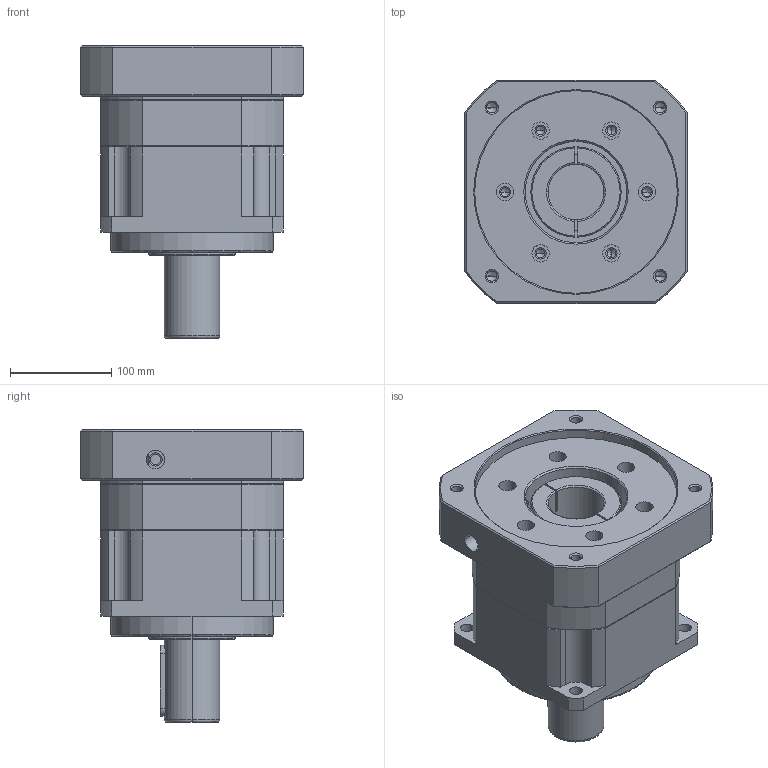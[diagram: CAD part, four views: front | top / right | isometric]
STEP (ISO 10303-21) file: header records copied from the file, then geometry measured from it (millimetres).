
FILE_DESCRIPTION (( 'STEP AP214' ), '1' );
FILE_NAME ('SB180-L1-55-200-235M12-85.STEP', '2021-12-18T06:17:20', ( 'admin' ), ( '' ), 'SwSTEP 2.0', 'SolidWorks 2013', '' );
FILE_SCHEMA (( 'AUTOMOTIVE_DESIGN' ));
Length unit declared in the file: millimetre
Products named in the file (4): SB180-200-235M12-Z85; SB180_X2_58F34F537AEF_X0_-55; SB180_X2_8F9351FA7AEF_X0_; SB180-L1-55-200-235M12-85
Assembly tree (3 placements, depth 2):
  SB180-L1-55-200-235M12-85
    SB180_X2_8F9351FA7AEF_X0_
    SB180_X2_58F34F537AEF_X0_-55
    SB180-200-235M12-Z85
Bounding box: 220 x 220 x 289 mm (x, y, z)
Volume: 6135262.5 mm3; surface area: 435600.2 mm2
Topology: 3 solids, 3 shells, 340 faces, 815 edges, 487 vertices
Faces by surface type: cylinder 140, plane 97, cone 94, bspline 9
Entity records: 14386 total; most frequent: CARTESIAN_POINT 2611, DIRECTION 1726, ORIENTED_EDGE 1586, EDGE_CURVE 793, AXIS2_PLACEMENT_3D 688, VERTEX_POINT 487, EDGE_LOOP 402, CIRCLE 351
